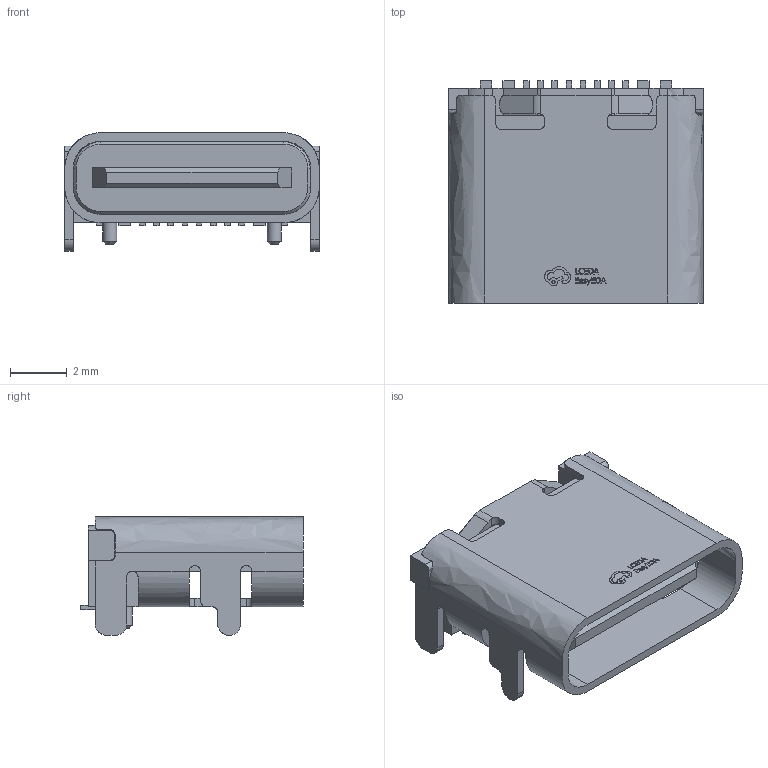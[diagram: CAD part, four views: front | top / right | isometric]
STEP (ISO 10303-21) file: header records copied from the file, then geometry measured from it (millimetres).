
FILE_DESCRIPTION(('Open CASCADE Model'),'2;1');
FILE_NAME('Open CASCADE Shape Model','2025-12-29T10:28:48',('Author'),( 'Open CASCADE'),'Open CASCADE STEP processor 7.8','Open CASCADE 7.8' ,'Unknown');
FILE_SCHEMA(('AUTOMOTIVE_DESIGN { 1 0 10303 214 1 1 1 1 }'));
Length unit declared in the file: millimetre
Products named in the file (1): COMPOUND
Bounding box: 8.94 x 7.81 x 4.16 mm (x, y, z)
Volume: 120.6 mm3; surface area: 471 mm2
Topology: 15 solids, 15 shells, 538 faces, 1489 edges, 986 vertices
Faces by surface type: bspline 538
Entity records: 20538 total; most frequent: CARTESIAN_POINT 8115, ORIENTED_EDGE 2978, EDGE_CURVE 1489, B_SPLINE_CURVE_WITH_KNOTS 1333, VERTEX_POINT 986, FACE_BOUND 561, EDGE_LOOP 561, ADVANCED_FACE 538
